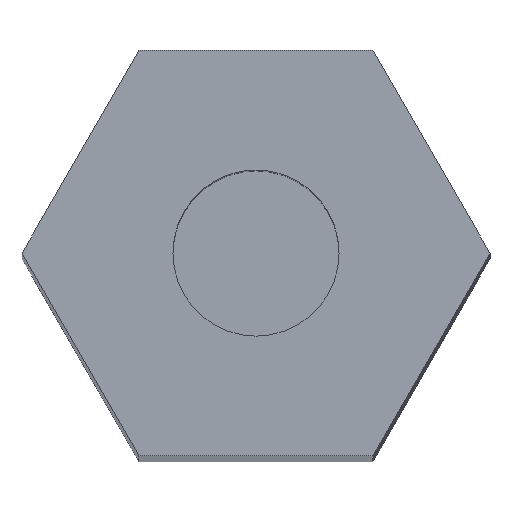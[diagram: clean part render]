
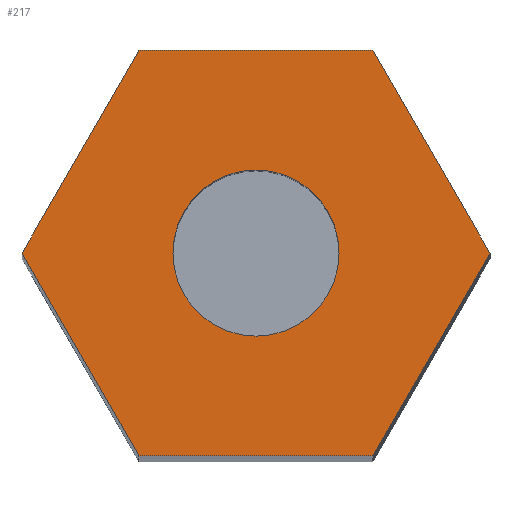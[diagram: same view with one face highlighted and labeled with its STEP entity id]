
A CAD part, top view. The second image highlights one B-rep face of the part: STEP entity #217.
In plain terms, the highlighted planar face has unit normal (0, 0, 1).
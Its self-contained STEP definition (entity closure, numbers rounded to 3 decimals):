
#15=FACE_BOUND('',#50,.T.);
#25=PLANE('',#257);
#37=FACE_OUTER_BOUND('',#49,.T.);
#49=EDGE_LOOP('',(#189,#190,#191,#192,#193,#194));
#50=EDGE_LOOP('',(#195,#196));
#57=LINE('',#351,#77);
#60=LINE('',#357,#80);
#63=LINE('',#363,#83);
#66=LINE('',#369,#86);
#69=LINE('',#375,#89);
#72=LINE('',#379,#92);
#77=VECTOR('',#291,10.);
#80=VECTOR('',#296,10.);
#83=VECTOR('',#301,10.);
#86=VECTOR('',#306,10.);
#89=VECTOR('',#311,10.);
#92=VECTOR('',#316,10.);
#93=CIRCLE('',#240,1.23);
#94=CIRCLE('',#241,1.23);
#101=VERTEX_POINT('',#323);
#102=VERTEX_POINT('',#324);
#111=VERTEX_POINT('',#348);
#112=VERTEX_POINT('',#350);
#114=VERTEX_POINT('',#356);
#116=VERTEX_POINT('',#362);
#118=VERTEX_POINT('',#368);
#120=VERTEX_POINT('',#374);
#121=EDGE_CURVE('',#101,#102,#93,.T.);
#122=EDGE_CURVE('',#102,#101,#94,.T.);
#133=EDGE_CURVE('',#112,#111,#57,.T.);
#136=EDGE_CURVE('',#114,#112,#60,.T.);
#139=EDGE_CURVE('',#116,#114,#63,.T.);
#142=EDGE_CURVE('',#118,#116,#66,.T.);
#145=EDGE_CURVE('',#120,#118,#69,.T.);
#148=EDGE_CURVE('',#111,#120,#72,.T.);
#189=ORIENTED_EDGE('',*,*,#148,.T.);
#190=ORIENTED_EDGE('',*,*,#145,.T.);
#191=ORIENTED_EDGE('',*,*,#142,.T.);
#192=ORIENTED_EDGE('',*,*,#139,.T.);
#193=ORIENTED_EDGE('',*,*,#136,.T.);
#194=ORIENTED_EDGE('',*,*,#133,.T.);
#195=ORIENTED_EDGE('',*,*,#121,.T.);
#196=ORIENTED_EDGE('',*,*,#122,.T.);
#217=ADVANCED_FACE('',(#37,#15),#25,.T.);
#240=AXIS2_PLACEMENT_3D('',#325,#263,#264);
#241=AXIS2_PLACEMENT_3D('',#326,#265,#266);
#257=AXIS2_PLACEMENT_3D('',#380,#317,#318);
#263=DIRECTION('center_axis',(0.,0.,-1.));
#264=DIRECTION('ref_axis',(-1.,0.,0.));
#265=DIRECTION('center_axis',(0.,0.,-1.));
#266=DIRECTION('ref_axis',(-1.,0.,0.));
#291=DIRECTION('',(-0.5,0.866,0.));
#296=DIRECTION('',(0.5,0.866,0.));
#301=DIRECTION('',(1.,0.,0.));
#306=DIRECTION('',(0.5,-0.866,0.));
#311=DIRECTION('',(-0.5,-0.866,0.));
#316=DIRECTION('',(-1.,0.,0.));
#317=DIRECTION('center_axis',(0.,0.,1.));
#318=DIRECTION('ref_axis',(1.,0.,0.));
#323=CARTESIAN_POINT('',(-1.23,0.,50.));
#324=CARTESIAN_POINT('',(1.23,0.,50.));
#325=CARTESIAN_POINT('Origin',(0.,0.,50.));
#326=CARTESIAN_POINT('Origin',(0.,0.,50.));
#348=CARTESIAN_POINT('',(1.732,3.,50.));
#350=CARTESIAN_POINT('',(3.464,0.,50.));
#351=CARTESIAN_POINT('',(3.464,0.,50.));
#356=CARTESIAN_POINT('',(1.732,-3.,50.));
#357=CARTESIAN_POINT('',(1.732,-3.,50.));
#362=CARTESIAN_POINT('',(-1.732,-3.,50.));
#363=CARTESIAN_POINT('',(-1.732,-3.,50.));
#368=CARTESIAN_POINT('',(-3.464,0.,50.));
#369=CARTESIAN_POINT('',(-3.464,0.,50.));
#374=CARTESIAN_POINT('',(-1.732,3.,50.));
#375=CARTESIAN_POINT('',(-1.732,3.,50.));
#379=CARTESIAN_POINT('',(1.732,3.,50.));
#380=CARTESIAN_POINT('Origin',(0.,0.,50.));
